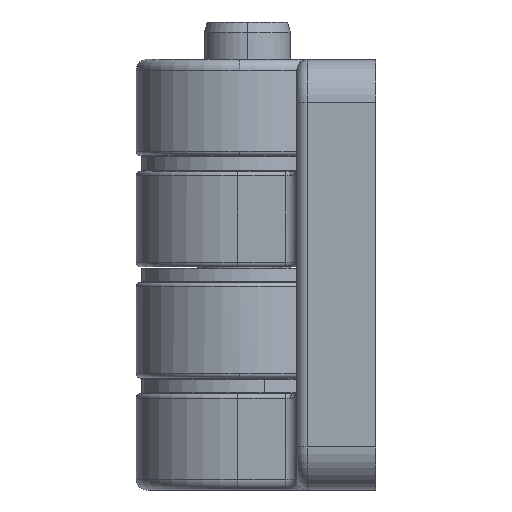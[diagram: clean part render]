
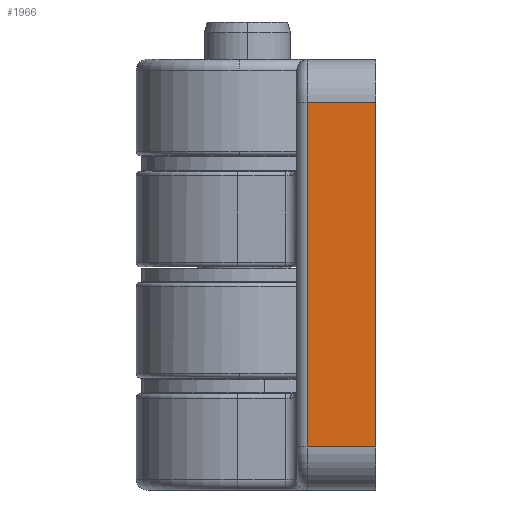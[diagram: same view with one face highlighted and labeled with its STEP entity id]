
A CAD part, left-side view. The second image highlights one B-rep face of the part: STEP entity #1966.
In plain terms, the highlighted planar face has unit normal (-1, 0, 0).
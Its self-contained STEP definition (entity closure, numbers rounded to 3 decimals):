
#138 = LINE ( 'NONE', #614, #2166 ) ;
#139 = CARTESIAN_POINT ( 'NONE',  ( -30., -4.75, 12. ) ) ;
#338 = CARTESIAN_POINT ( 'NONE',  ( -30., -4., 12. ) ) ;
#526 = CARTESIAN_POINT ( 'NONE',  ( -30., -9.5, -12. ) ) ;
#614 = CARTESIAN_POINT ( 'NONE',  ( -30., -4.75, -15. ) ) ;
#618 = DIRECTION ( 'NONE',  ( 0., 0., -1. ) ) ;
#668 = DIRECTION ( 'NONE',  ( 0., 0., 1. ) ) ;
#703 = DIRECTION ( 'NONE',  ( 0., 1., 0. ) ) ;
#1133 = DIRECTION ( 'NONE',  ( 0., 0., 1. ) ) ;
#1139 = DIRECTION ( 'NONE',  ( -1., 0., 0. ) ) ;
#1170 = CARTESIAN_POINT ( 'NONE',  ( -30., -4., -15. ) ) ;
#1179 = PLANE ( 'NONE',  #4400 ) ;
#1216 = ORIENTED_EDGE ( 'NONE', *, *, #4125, .T. ) ;
#1238 = VERTEX_POINT ( 'NONE', #4783 ) ;
#1454 = VECTOR ( 'NONE', #703, 1000. ) ;
#1545 = ORIENTED_EDGE ( 'NONE', *, *, #4119, .T. ) ;
#1714 = VECTOR ( 'NONE', #4177, 1000. ) ;
#1966 = ADVANCED_FACE ( 'NONE', ( #3960 ), #1179, .T. ) ;
#2093 = EDGE_CURVE ( 'NONE', #2691, #1238, #138, .T. ) ;
#2166 = VECTOR ( 'NONE', #618, 1000. ) ;
#2514 = ORIENTED_EDGE ( 'NONE', *, *, #2093, .T. ) ;
#2610 = CARTESIAN_POINT ( 'NONE',  ( -30., -9.5, -15. ) ) ;
#2691 = VERTEX_POINT ( 'NONE', #139 ) ;
#2719 = VERTEX_POINT ( 'NONE', #526 ) ;
#2791 = LINE ( 'NONE', #338, #1454 ) ;
#3043 = LINE ( 'NONE', #2610, #3822 ) ;
#3069 = EDGE_LOOP ( 'NONE', ( #3990, #2514, #1216, #1545 ) ) ;
#3188 = CARTESIAN_POINT ( 'NONE',  ( -30., -9.5, 12. ) ) ;
#3795 = CARTESIAN_POINT ( 'NONE',  ( -30., -9.5, -12. ) ) ;
#3822 = VECTOR ( 'NONE', #668, 1000. ) ;
#3960 = FACE_OUTER_BOUND ( 'NONE', #3069, .T. ) ;
#3990 = ORIENTED_EDGE ( 'NONE', *, *, #4170, .T. ) ;
#4119 = EDGE_CURVE ( 'NONE', #2719, #4515, #3043, .T. ) ;
#4125 = EDGE_CURVE ( 'NONE', #1238, #2719, #4776, .T. ) ;
#4170 = EDGE_CURVE ( 'NONE', #4515, #2691, #2791, .T. ) ;
#4177 = DIRECTION ( 'NONE',  ( 0., -1., 0. ) ) ;
#4400 = AXIS2_PLACEMENT_3D ( 'NONE', #1170, #1139, #1133 ) ;
#4515 = VERTEX_POINT ( 'NONE', #3188 ) ;
#4776 = LINE ( 'NONE', #3795, #1714 ) ;
#4783 = CARTESIAN_POINT ( 'NONE',  ( -30., -4.75, -12. ) ) ;
